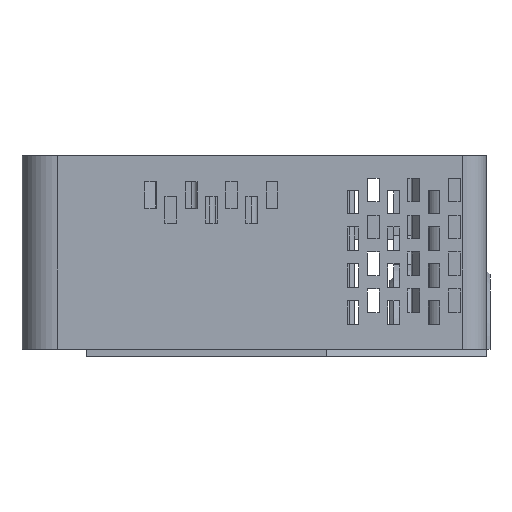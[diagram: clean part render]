
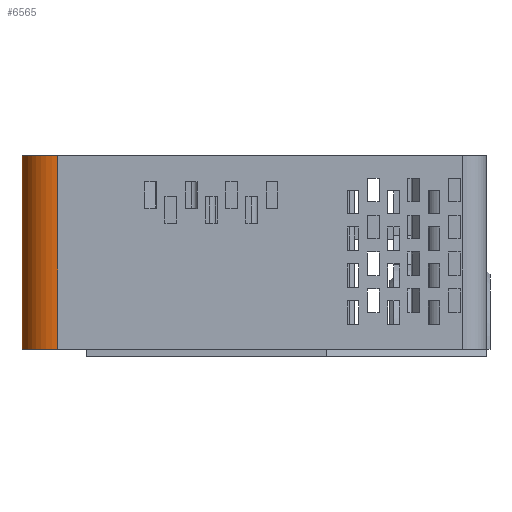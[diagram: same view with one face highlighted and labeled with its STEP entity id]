
A CAD part, left-side view. The second image highlights one B-rep face of the part: STEP entity #6565.
In plain terms, the highlighted cylindrical face has radius 6 mm (diameter 12 mm), a partial arc.
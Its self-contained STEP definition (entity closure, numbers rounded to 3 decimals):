
#185 = DIRECTION ( 'NONE',  ( -1., 0., 0. ) ) ;
#492 = CARTESIAN_POINT ( 'NONE',  ( -78.038, 97.729, -108.495 ) ) ;
#1078 = FACE_OUTER_BOUND ( 'NONE', #8945, .T. ) ;
#1468 = CARTESIAN_POINT ( 'NONE',  ( -72.038, 97.729, -108.495 ) ) ;
#2483 = ORIENTED_EDGE ( 'NONE', *, *, #7435, .T. ) ;
#2707 = CARTESIAN_POINT ( 'NONE',  ( -72.038, 97.729, -141.045 ) ) ;
#6565 = ADVANCED_FACE ( 'NONE', ( #1078 ), #31306, .T. ) ;
#6681 = CARTESIAN_POINT ( 'NONE',  ( -78.038, 97.729, -141.045 ) ) ;
#7122 = DIRECTION ( 'NONE',  ( 0., 0., -1. ) ) ;
#7435 = EDGE_CURVE ( 'NONE', #15796, #18757, #31008, .T. ) ;
#8945 = EDGE_LOOP ( 'NONE', ( #2483, #9048, #33178, #24139 ) ) ;
#8972 = DIRECTION ( 'NONE',  ( 0., 0., -1. ) ) ;
#9048 = ORIENTED_EDGE ( 'NONE', *, *, #19968, .T. ) ;
#9467 = LINE ( 'NONE', #492, #17124 ) ;
#9839 = CARTESIAN_POINT ( 'NONE',  ( -67.382, 101.513, -141.045 ) ) ;
#11953 = VECTOR ( 'NONE', #8972, 1000. ) ;
#14202 = AXIS2_PLACEMENT_3D ( 'NONE', #20847, #32552, #185 ) ;
#15796 = VERTEX_POINT ( 'NONE', #35444 ) ;
#17124 = VECTOR ( 'NONE', #24269, 1000. ) ;
#18757 = VERTEX_POINT ( 'NONE', #28290 ) ;
#19968 = EDGE_CURVE ( 'NONE', #18757, #34395, #23591, .T. ) ;
#20281 = CARTESIAN_POINT ( 'NONE',  ( -67.382, 101.513, -108.495 ) ) ;
#20847 = CARTESIAN_POINT ( 'NONE',  ( -72.038, 97.729, -108.495 ) ) ;
#21471 = AXIS2_PLACEMENT_3D ( 'NONE', #2707, #30557, #29988 ) ;
#23591 = LINE ( 'NONE', #20281, #11953 ) ;
#24139 = ORIENTED_EDGE ( 'NONE', *, *, #35851, .F. ) ;
#24269 = DIRECTION ( 'NONE',  ( 0., 0., -1. ) ) ;
#25439 = DIRECTION ( 'NONE',  ( -1., 0., 0. ) ) ;
#28290 = CARTESIAN_POINT ( 'NONE',  ( -67.382, 101.513, -108.495 ) ) ;
#28329 = CIRCLE ( 'NONE', #21471, 6. ) ;
#29988 = DIRECTION ( 'NONE',  ( -1., 0., 0. ) ) ;
#30557 = DIRECTION ( 'NONE',  ( 0., 0., -1. ) ) ;
#30975 = AXIS2_PLACEMENT_3D ( 'NONE', #1468, #7122, #25439 ) ;
#31008 = CIRCLE ( 'NONE', #14202, 6. ) ;
#31306 = CYLINDRICAL_SURFACE ( 'NONE', #30975, 6. ) ;
#32552 = DIRECTION ( 'NONE',  ( 0., 0., -1. ) ) ;
#33178 = ORIENTED_EDGE ( 'NONE', *, *, #35471, .F. ) ;
#34119 = VERTEX_POINT ( 'NONE', #6681 ) ;
#34395 = VERTEX_POINT ( 'NONE', #9839 ) ;
#35444 = CARTESIAN_POINT ( 'NONE',  ( -78.038, 97.729, -108.495 ) ) ;
#35471 = EDGE_CURVE ( 'NONE', #34119, #34395, #28329, .T. ) ;
#35851 = EDGE_CURVE ( 'NONE', #15796, #34119, #9467, .T. ) ;
